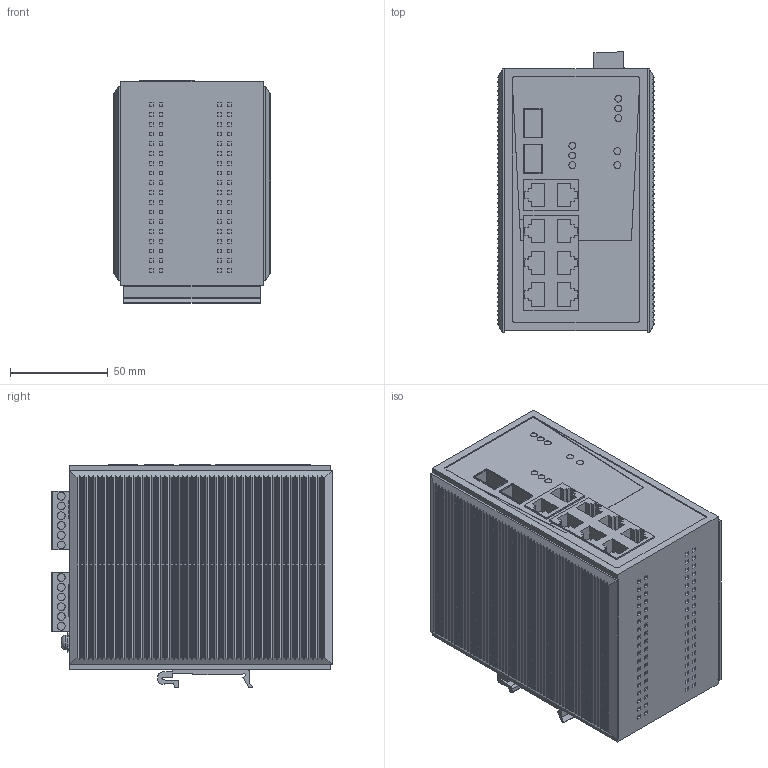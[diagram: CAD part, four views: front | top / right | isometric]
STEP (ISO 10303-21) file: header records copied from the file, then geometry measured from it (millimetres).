
FILE_DESCRIPTION(('CATIA V5 STEP Exchange','CAx-IF Rec.Pracs.--- Model Styling and Organization---1.4--- 2014-01-23'),'2;1');
FILE_NAME ('D1408666_1_1241300000_S3D_IE_SW_PL10M_PL10MT_1GT_2GS_7TX.stp','2020-02-18T13:04:43+00:00',('none'),('Weidmueller'),'CATIA Version 5-6 Release 2016 SP3 HF44','CATIA V5 STEP AP214','none');
FILE_SCHEMA(('AUTOMOTIVE_DESIGN { 1 0 10303 214 1 1 1 1 }'));
Products named in the file (1): 1241300000
Bounding box: 80.05 x 144.05 x 114 mm (x, y, z)
Volume: 1092183.3 mm3; surface area: 186792.3 mm2
Topology: 38 solids, 38 shells, 1905 faces, 4922 edges, 3269 vertices
Faces by surface type: plane 1461, extrusion 289, cylinder 153, torus 2
Entity records: 62552 total; most frequent: CARTESIAN_POINT 17832, ORIENTED_EDGE 9844, DIRECTION 6494, EDGE_CURVE 4922, VECTOR 4262, LINE 3973, VERTEX_POINT 3269, EDGE_LOOP 2103
